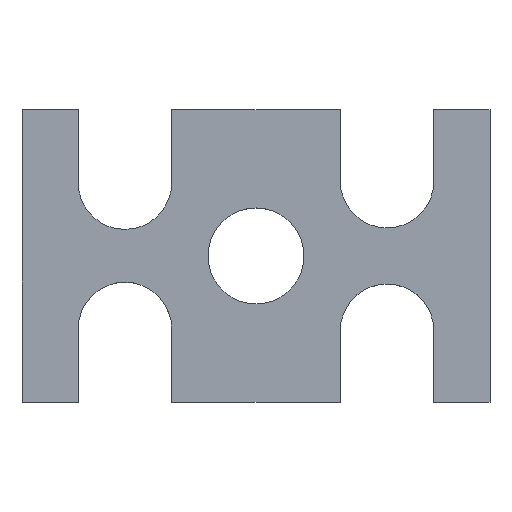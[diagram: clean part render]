
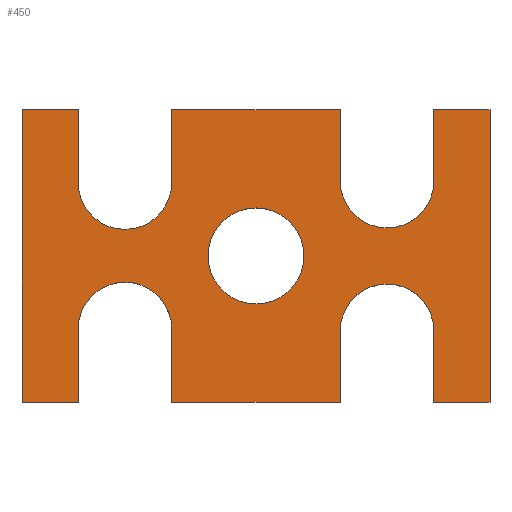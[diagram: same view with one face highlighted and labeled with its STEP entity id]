
A CAD part, top view. The second image highlights one B-rep face of the part: STEP entity #450.
In plain terms, the highlighted planar face has unit normal (0, 0, 1).
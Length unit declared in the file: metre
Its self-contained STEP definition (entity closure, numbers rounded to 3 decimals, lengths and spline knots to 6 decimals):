
#13=CIRCLE('',#469,0.00508);
#15=CIRCLE('',#475,0.00508);
#17=CIRCLE('',#483,0.00508);
#19=CIRCLE('',#489,0.00508);
#20=CIRCLE('',#494,0.005207);
#109=ORIENTED_EDGE('',*,*,#153,.F.);
#110=ORIENTED_EDGE('',*,*,#157,.F.);
#111=ORIENTED_EDGE('',*,*,#160,.F.);
#112=ORIENTED_EDGE('',*,*,#163,.T.);
#113=ORIENTED_EDGE('',*,*,#166,.F.);
#114=ORIENTED_EDGE('',*,*,#169,.F.);
#115=ORIENTED_EDGE('',*,*,#172,.F.);
#116=ORIENTED_EDGE('',*,*,#175,.T.);
#117=ORIENTED_EDGE('',*,*,#178,.F.);
#118=ORIENTED_EDGE('',*,*,#181,.T.);
#119=ORIENTED_EDGE('',*,*,#184,.F.);
#120=ORIENTED_EDGE('',*,*,#187,.F.);
#121=ORIENTED_EDGE('',*,*,#190,.F.);
#122=ORIENTED_EDGE('',*,*,#193,.T.);
#123=ORIENTED_EDGE('',*,*,#196,.T.);
#124=ORIENTED_EDGE('',*,*,#199,.F.);
#125=ORIENTED_EDGE('',*,*,#202,.F.);
#126=ORIENTED_EDGE('',*,*,#205,.T.);
#127=ORIENTED_EDGE('',*,*,#208,.T.);
#128=ORIENTED_EDGE('',*,*,#210,.F.);
#129=ORIENTED_EDGE('',*,*,#211,.F.);
#153=EDGE_CURVE('',#215,#216,#257,.T.);
#157=EDGE_CURVE('',#218,#215,#261,.T.);
#160=EDGE_CURVE('',#220,#218,#13,.T.);
#163=EDGE_CURVE('',#220,#222,#265,.T.);
#166=EDGE_CURVE('',#224,#222,#268,.T.);
#169=EDGE_CURVE('',#226,#224,#271,.T.);
#172=EDGE_CURVE('',#228,#226,#15,.T.);
#175=EDGE_CURVE('',#228,#230,#275,.T.);
#178=EDGE_CURVE('',#232,#230,#278,.T.);
#181=EDGE_CURVE('',#232,#234,#281,.T.);
#184=EDGE_CURVE('',#236,#234,#284,.T.);
#187=EDGE_CURVE('',#238,#236,#287,.T.);
#190=EDGE_CURVE('',#240,#238,#17,.T.);
#193=EDGE_CURVE('',#240,#242,#291,.T.);
#196=EDGE_CURVE('',#242,#244,#294,.T.);
#199=EDGE_CURVE('',#246,#244,#297,.T.);
#202=EDGE_CURVE('',#248,#246,#19,.T.);
#205=EDGE_CURVE('',#248,#250,#301,.T.);
#208=EDGE_CURVE('',#250,#252,#304,.T.);
#210=EDGE_CURVE('',#216,#252,#306,.T.);
#211=EDGE_CURVE('',#253,#253,#20,.T.);
#215=VERTEX_POINT('',#624);
#216=VERTEX_POINT('',#626);
#218=VERTEX_POINT('',#632);
#220=VERTEX_POINT('',#638);
#222=VERTEX_POINT('',#644);
#224=VERTEX_POINT('',#650);
#226=VERTEX_POINT('',#656);
#228=VERTEX_POINT('',#662);
#230=VERTEX_POINT('',#668);
#232=VERTEX_POINT('',#674);
#234=VERTEX_POINT('',#680);
#236=VERTEX_POINT('',#686);
#238=VERTEX_POINT('',#692);
#240=VERTEX_POINT('',#698);
#242=VERTEX_POINT('',#704);
#244=VERTEX_POINT('',#710);
#246=VERTEX_POINT('',#716);
#248=VERTEX_POINT('',#722);
#250=VERTEX_POINT('',#728);
#252=VERTEX_POINT('',#734);
#253=VERTEX_POINT('',#741);
#257=LINE('',#625,#309);
#261=LINE('',#633,#313);
#265=LINE('',#645,#317);
#268=LINE('',#651,#320);
#271=LINE('',#657,#323);
#275=LINE('',#669,#327);
#278=LINE('',#675,#330);
#281=LINE('',#681,#333);
#284=LINE('',#687,#336);
#287=LINE('',#693,#339);
#291=LINE('',#705,#343);
#294=LINE('',#711,#346);
#297=LINE('',#717,#349);
#301=LINE('',#729,#353);
#304=LINE('',#735,#356);
#306=LINE('',#738,#358);
#309=VECTOR('',#504,1.);
#313=VECTOR('',#510,1.);
#317=VECTOR('',#522,1.);
#320=VECTOR('',#527,1.);
#323=VECTOR('',#532,1.);
#327=VECTOR('',#544,1.);
#330=VECTOR('',#549,1.);
#333=VECTOR('',#554,1.);
#336=VECTOR('',#559,1.);
#339=VECTOR('',#564,1.);
#343=VECTOR('',#576,1.);
#346=VECTOR('',#581,1.);
#349=VECTOR('',#586,1.);
#353=VECTOR('',#598,1.);
#356=VECTOR('',#603,1.);
#358=VECTOR('',#607,1.);
#381=EDGE_LOOP('',(#109,#110,#111,#112,#113,#114,#115,#116,#117,#118,#119,
#120,#121,#122,#123,#124,#125,#126,#127,#128));
#382=EDGE_LOOP('',(#129));
#407=FACE_BOUND('',#381,.T.);
#408=FACE_BOUND('',#382,.T.);
#427=PLANE('',#496);
#450=ADVANCED_FACE('',(#407,#408),#427,.T.);
#469=AXIS2_PLACEMENT_3D('',#639,#516,#517);
#475=AXIS2_PLACEMENT_3D('',#663,#538,#539);
#483=AXIS2_PLACEMENT_3D('',#699,#570,#571);
#489=AXIS2_PLACEMENT_3D('',#723,#592,#593);
#494=AXIS2_PLACEMENT_3D('',#740,#610,#611);
#496=AXIS2_PLACEMENT_3D('',#744,#614,#615);
#504=DIRECTION('',(-1.,0.,0.));
#510=DIRECTION('',(0.,-1.,0.));
#516=DIRECTION('',(0.,0.,1.));
#517=DIRECTION('',(1.,0.,0.));
#522=DIRECTION('',(0.,-1.,0.));
#527=DIRECTION('',(-1.,0.,0.));
#532=DIRECTION('',(0.,-1.,0.));
#538=DIRECTION('',(0.,0.,1.));
#539=DIRECTION('',(1.,0.,0.));
#544=DIRECTION('',(0.,-1.,0.));
#549=DIRECTION('',(-1.,0.,0.));
#554=DIRECTION('',(0.,1.,0.));
#559=DIRECTION('',(1.,0.,0.));
#564=DIRECTION('',(0.,1.,0.));
#570=DIRECTION('',(0.,0.,1.));
#571=DIRECTION('',(1.,0.,0.));
#576=DIRECTION('',(0.,1.,0.));
#581=DIRECTION('',(-1.,0.,0.));
#586=DIRECTION('',(0.,1.,0.));
#592=DIRECTION('',(0.,0.,1.));
#593=DIRECTION('',(1.,0.,0.));
#598=DIRECTION('',(0.,1.,0.));
#603=DIRECTION('',(-1.,0.,0.));
#607=DIRECTION('',(0.,1.,0.));
#610=DIRECTION('',(0.,0.,1.));
#611=DIRECTION('',(1.,0.,0.));
#614=DIRECTION('',(0.,0.,1.));
#615=DIRECTION('',(1.,0.,0.));
#624=CARTESIAN_POINT('',(-0.019304,-0.015875,0.0055));
#625=CARTESIAN_POINT('',(-0.022352,-0.015875,0.0055));
#626=CARTESIAN_POINT('',(-0.0254,-0.015875,0.0055));
#632=CARTESIAN_POINT('',(-0.019304,-0.007935,0.0055));
#633=CARTESIAN_POINT('',(-0.019304,-0.011905,0.0055));
#638=CARTESIAN_POINT('',(-0.009144,-0.007935,0.0055));
#639=CARTESIAN_POINT('',(-0.014224,-0.007935,0.0055));
#644=CARTESIAN_POINT('',(-0.009144,-0.015875,0.0055));
#645=CARTESIAN_POINT('',(-0.009144,-0.011905,0.0055));
#650=CARTESIAN_POINT('',(0.009144,-0.015875,0.0055));
#651=CARTESIAN_POINT('',(0.,-0.015875,0.0055));
#656=CARTESIAN_POINT('',(0.009144,-0.008128,0.0055));
#657=CARTESIAN_POINT('',(0.009144,-0.012002,0.0055));
#662=CARTESIAN_POINT('',(0.019304,-0.008128,0.0055));
#663=CARTESIAN_POINT('',(0.014224,-0.008128,0.0055));
#668=CARTESIAN_POINT('',(0.019304,-0.015875,0.0055));
#669=CARTESIAN_POINT('',(0.019304,-0.012002,0.0055));
#674=CARTESIAN_POINT('',(0.0254,-0.015875,0.0055));
#675=CARTESIAN_POINT('',(0.022352,-0.015875,0.0055));
#680=CARTESIAN_POINT('',(0.0254,0.015875,0.0055));
#681=CARTESIAN_POINT('',(0.0254,0.,0.0055));
#686=CARTESIAN_POINT('',(0.019304,0.015875,0.0055));
#687=CARTESIAN_POINT('',(0.022352,0.015875,0.0055));
#692=CARTESIAN_POINT('',(0.019304,0.008128,0.0055));
#693=CARTESIAN_POINT('',(0.019304,0.012002,0.0055));
#698=CARTESIAN_POINT('',(0.009144,0.008128,0.0055));
#699=CARTESIAN_POINT('',(0.014224,0.008128,0.0055));
#704=CARTESIAN_POINT('',(0.009144,0.015875,0.0055));
#705=CARTESIAN_POINT('',(0.009144,0.012002,0.0055));
#710=CARTESIAN_POINT('',(-0.009144,0.015875,0.0055));
#711=CARTESIAN_POINT('',(0.,0.015875,0.0055));
#716=CARTESIAN_POINT('',(-0.009144,0.007972,0.0055));
#717=CARTESIAN_POINT('',(-0.009144,0.011923,0.0055));
#722=CARTESIAN_POINT('',(-0.019304,0.007972,0.0055));
#723=CARTESIAN_POINT('',(-0.014224,0.007972,0.0055));
#728=CARTESIAN_POINT('',(-0.019304,0.015875,0.0055));
#729=CARTESIAN_POINT('',(-0.019304,0.011923,0.0055));
#734=CARTESIAN_POINT('',(-0.0254,0.015875,0.0055));
#735=CARTESIAN_POINT('',(-0.022352,0.015875,0.0055));
#738=CARTESIAN_POINT('',(-0.0254,0.,0.0055));
#740=CARTESIAN_POINT('',(0.,0.,0.0055));
#741=CARTESIAN_POINT('',(0.005207,0.,0.0055));
#744=CARTESIAN_POINT('',(0.,0.,0.0055));
